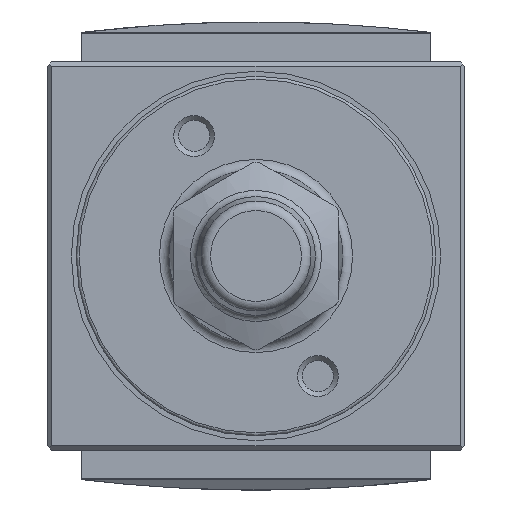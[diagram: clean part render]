
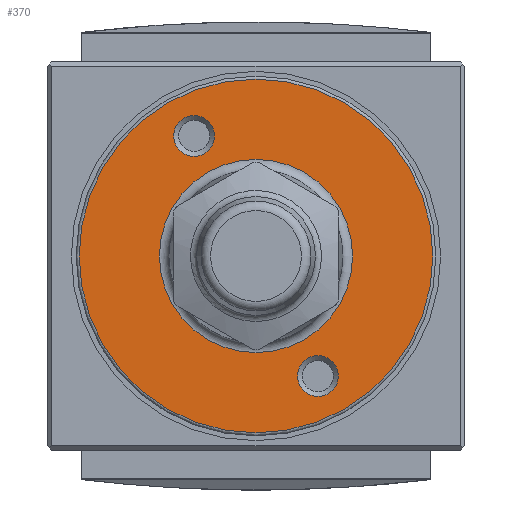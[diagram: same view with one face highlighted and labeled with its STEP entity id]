
A CAD part, front view. The second image highlights one B-rep face of the part: STEP entity #370.
In plain terms, the highlighted planar face has unit normal (0, -1, 0).
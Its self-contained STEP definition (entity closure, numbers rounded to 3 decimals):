
#370 = ADVANCED_FACE( '', ( #1121, #1122, #1123, #1124 ), #1125, .F. );
#1121 = FACE_BOUND( '', #2270, .T. );
#1122 = FACE_BOUND( '', #2271, .T. );
#1123 = FACE_BOUND( '', #2272, .T. );
#1124 = FACE_OUTER_BOUND( '', #2273, .T. );
#1125 = PLANE( '', #2274 );
#2270 = EDGE_LOOP( '', ( #4681 ) );
#2271 = EDGE_LOOP( '', ( #4682 ) );
#2272 = EDGE_LOOP( '', ( #4683 ) );
#2273 = EDGE_LOOP( '', ( #4684 ) );
#2274 = AXIS2_PLACEMENT_3D( '', #4685, #4686, #4687 );
#4681 = ORIENTED_EDGE( '', *, *, #7995, .F. );
#4682 = ORIENTED_EDGE( '', *, *, #7996, .F. );
#4683 = ORIENTED_EDGE( '', *, *, #7997, .F. );
#4684 = ORIENTED_EDGE( '', *, *, #7994, .T. );
#4685 = CARTESIAN_POINT( '', ( 18.2, 0.1, 0. ) );
#4686 = DIRECTION( '', ( 0., 1., 0. ) );
#4687 = DIRECTION( '', ( 0., 0., 1. ) );
#7994 = EDGE_CURVE( '', #9850, #9850, #9851, .T. );
#7995 = EDGE_CURVE( '', #9852, #9852, #9853, .T. );
#7996 = EDGE_CURVE( '', #9854, #9854, #9855, .T. );
#7997 = EDGE_CURVE( '', #9856, #9856, #9857, .T. );
#9850 = VERTEX_POINT( '', #12771 );
#9851 = CIRCLE( '', #12772, 18.2 );
#9852 = VERTEX_POINT( '', #12773 );
#9853 = CIRCLE( '', #12774, 9.94 );
#9854 = VERTEX_POINT( '', #12775 );
#9855 = CIRCLE( '', #12776, 2.1 );
#9856 = VERTEX_POINT( '', #12777 );
#9857 = CIRCLE( '', #12778, 2.1 );
#12771 = CARTESIAN_POINT( '', ( 0., 0.1, -18.2 ) );
#12772 = AXIS2_PLACEMENT_3D( '', #15392, #15393, #15394 );
#12773 = CARTESIAN_POINT( '', ( 0., 0.1, -9.94 ) );
#12774 = AXIS2_PLACEMENT_3D( '', #15395, #15396, #15397 );
#12775 = CARTESIAN_POINT( '', ( 6.367, 0.1, -14.456 ) );
#12776 = AXIS2_PLACEMENT_3D( '', #15398, #15399, #15400 );
#12777 = CARTESIAN_POINT( '', ( -6.367, 0.1, 10.256 ) );
#12778 = AXIS2_PLACEMENT_3D( '', #15401, #15402, #15403 );
#15392 = CARTESIAN_POINT( '', ( 0., 0.1, 0. ) );
#15393 = DIRECTION( '', ( 0., -1., 0. ) );
#15394 = DIRECTION( '', ( 0., 0., -1. ) );
#15395 = CARTESIAN_POINT( '', ( 0., 0.1, 0. ) );
#15396 = DIRECTION( '', ( 0., -1., 0. ) );
#15397 = DIRECTION( '', ( 0., 0., -1. ) );
#15398 = CARTESIAN_POINT( '', ( 6.367, 0.1, -12.356 ) );
#15399 = DIRECTION( '', ( 0., -1., 0. ) );
#15400 = DIRECTION( '', ( 0., 0., -1. ) );
#15401 = CARTESIAN_POINT( '', ( -6.367, 0.1, 12.356 ) );
#15402 = DIRECTION( '', ( 0., -1., 0. ) );
#15403 = DIRECTION( '', ( 0., 0., -1. ) );
